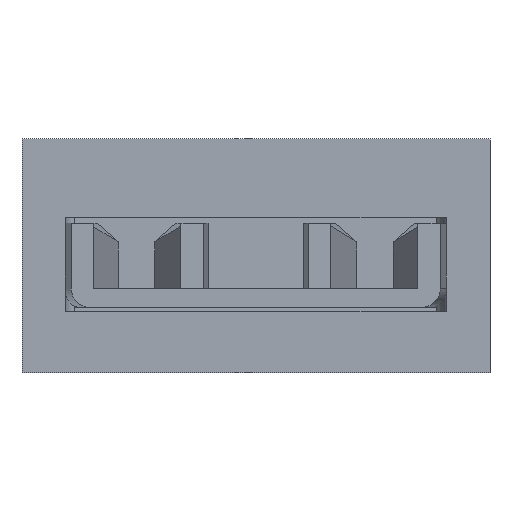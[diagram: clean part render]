
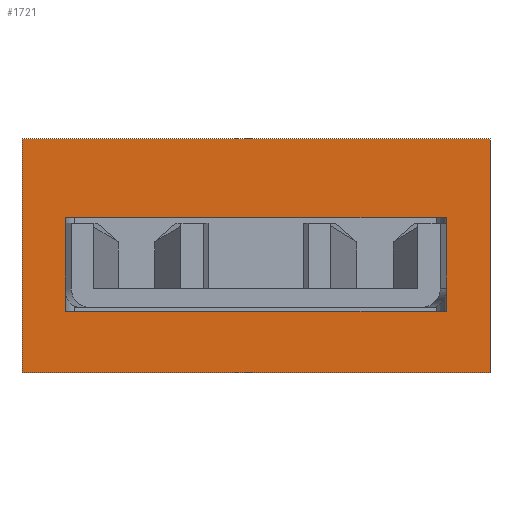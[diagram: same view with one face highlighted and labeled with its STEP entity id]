
A CAD part, front view. The second image highlights one B-rep face of the part: STEP entity #1721.
In plain terms, the highlighted planar face has unit normal (0, -1, 0).
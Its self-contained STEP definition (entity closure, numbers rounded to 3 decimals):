
#32 = ORIENTED_EDGE ( 'NONE', *, *, #531, .F. ) ;
#33 = ORIENTED_EDGE ( 'NONE', *, *, #1905, .F. ) ;
#88 = ORIENTED_EDGE ( 'NONE', *, *, #538, .T. ) ;
#91 = ORIENTED_EDGE ( 'NONE', *, *, #1973, .T. ) ;
#173 = ORIENTED_EDGE ( 'NONE', *, *, #1904, .F. ) ;
#188 = LINE ( 'NONE', #933, #190 ) ;
#190 = VECTOR ( 'NONE', #931, 1000. ) ;
#264 = CARTESIAN_POINT ( 'NONE',  ( -2.5, 0., -0.92 ) ) ;
#269 = DIRECTION ( 'NONE',  ( -1., 0., 0. ) ) ;
#378 = EDGE_CURVE ( 'NONE', #1344, #1359, #188, .T. ) ;
#436 = DIRECTION ( 'NONE',  ( 0., 0., -1. ) ) ;
#437 = CARTESIAN_POINT ( 'NONE',  ( -2.5, 0., 0. ) ) ;
#518 = EDGE_CURVE ( 'NONE', #1361, #1344, #1832, .T. ) ;
#531 = EDGE_CURVE ( 'NONE', #1366, #1333, #1797, .T. ) ;
#538 = EDGE_CURVE ( 'NONE', #1423, #1359, #1708, .T. ) ;
#621 = VECTOR ( 'NONE', #436, 1000. ) ;
#623 = LINE ( 'NONE', #437, #621 ) ;
#719 = AXIS2_PLACEMENT_3D ( 'NONE', #1621, #1625, #1615 ) ;
#775 = DIRECTION ( 'NONE',  ( 1., 0., 0. ) ) ;
#781 = CARTESIAN_POINT ( 'NONE',  ( -2.5, 0., -1.25 ) ) ;
#792 = DIRECTION ( 'NONE',  ( 0., 0., 1. ) ) ;
#793 = CARTESIAN_POINT ( 'NONE',  ( -0.234, 0., 0. ) ) ;
#820 = DIRECTION ( 'NONE',  ( 1., 0., 0. ) ) ;
#838 = CARTESIAN_POINT ( 'NONE',  ( -2.5, 0., 0. ) ) ;
#931 = DIRECTION ( 'NONE',  ( 0., 0., -1. ) ) ;
#933 = CARTESIAN_POINT ( 'NONE',  ( 0., 0., 0. ) ) ;
#1077 = FACE_BOUND ( 'NONE', #2059, .T. ) ;
#1145 = VECTOR ( 'NONE', #269, 1000. ) ;
#1148 = LINE ( 'NONE', #264, #1145 ) ;
#1151 = VECTOR ( 'NONE', #1469, 1000. ) ;
#1153 = VECTOR ( 'NONE', #1475, 1000. ) ;
#1154 = LINE ( 'NONE', #1473, #1151 ) ;
#1156 = LINE ( 'NONE', #1476, #1153 ) ;
#1230 = FACE_OUTER_BOUND ( 'NONE', #2076, .T. ) ;
#1306 = ORIENTED_EDGE ( 'NONE', *, *, #1908, .T. ) ;
#1308 = ORIENTED_EDGE ( 'NONE', *, *, #378, .F. ) ;
#1333 = VERTEX_POINT ( 'NONE', #2367 ) ;
#1342 = VERTEX_POINT ( 'NONE', #2376 ) ;
#1344 = VERTEX_POINT ( 'NONE', #2379 ) ;
#1359 = VERTEX_POINT ( 'NONE', #2399 ) ;
#1361 = VERTEX_POINT ( 'NONE', #2402 ) ;
#1366 = VERTEX_POINT ( 'NONE', #2411 ) ;
#1423 = VERTEX_POINT ( 'NONE', #2452 ) ;
#1439 = VERTEX_POINT ( 'NONE', #1645 ) ;
#1469 = DIRECTION ( 'NONE',  ( -1., 0., 0. ) ) ;
#1473 = CARTESIAN_POINT ( 'NONE',  ( -2.5, 0., -0.42 ) ) ;
#1475 = DIRECTION ( 'NONE',  ( 0., 0., -1. ) ) ;
#1476 = CARTESIAN_POINT ( 'NONE',  ( -2.268, 0., 0. ) ) ;
#1615 = DIRECTION ( 'NONE',  ( 0., 0., -1. ) ) ;
#1618 = PLANE ( 'NONE',  #719 ) ;
#1621 = CARTESIAN_POINT ( 'NONE',  ( -2.5, 0., 0. ) ) ;
#1625 = DIRECTION ( 'NONE',  ( 0., -1., 0. ) ) ;
#1645 = CARTESIAN_POINT ( 'NONE',  ( -2.268, 0., -0.42 ) ) ;
#1706 = VECTOR ( 'NONE', #775, 1000. ) ;
#1708 = LINE ( 'NONE', #781, #1706 ) ;
#1721 = ADVANCED_FACE ( 'NONE', ( #1230, #1077 ), #1618, .T. ) ;
#1794 = VECTOR ( 'NONE', #792, 1000. ) ;
#1797 = LINE ( 'NONE', #793, #1794 ) ;
#1819 = VECTOR ( 'NONE', #820, 1000. ) ;
#1832 = LINE ( 'NONE', #838, #1819 ) ;
#1904 = EDGE_CURVE ( 'NONE', #1439, #1342, #1156, .T. ) ;
#1905 = EDGE_CURVE ( 'NONE', #1333, #1439, #1154, .T. ) ;
#1908 = EDGE_CURVE ( 'NONE', #1366, #1342, #1148, .T. ) ;
#1973 = EDGE_CURVE ( 'NONE', #1361, #1423, #623, .T. ) ;
#2059 = EDGE_LOOP ( 'NONE', ( #32, #1306, #173, #33 ) ) ;
#2076 = EDGE_LOOP ( 'NONE', ( #1308, #2115, #91, #88 ) ) ;
#2115 = ORIENTED_EDGE ( 'NONE', *, *, #518, .F. ) ;
#2367 = CARTESIAN_POINT ( 'NONE',  ( -0.234, 0., -0.42 ) ) ;
#2376 = CARTESIAN_POINT ( 'NONE',  ( -2.268, 0., -0.92 ) ) ;
#2379 = CARTESIAN_POINT ( 'NONE',  ( 0., 0., 0. ) ) ;
#2399 = CARTESIAN_POINT ( 'NONE',  ( 0., 0., -1.25 ) ) ;
#2402 = CARTESIAN_POINT ( 'NONE',  ( -2.5, 0., 0. ) ) ;
#2411 = CARTESIAN_POINT ( 'NONE',  ( -0.234, 0., -0.92 ) ) ;
#2452 = CARTESIAN_POINT ( 'NONE',  ( -2.5, 0., -1.25 ) ) ;
